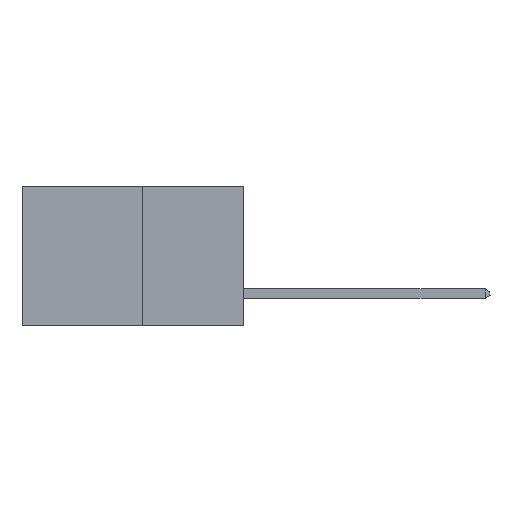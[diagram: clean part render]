
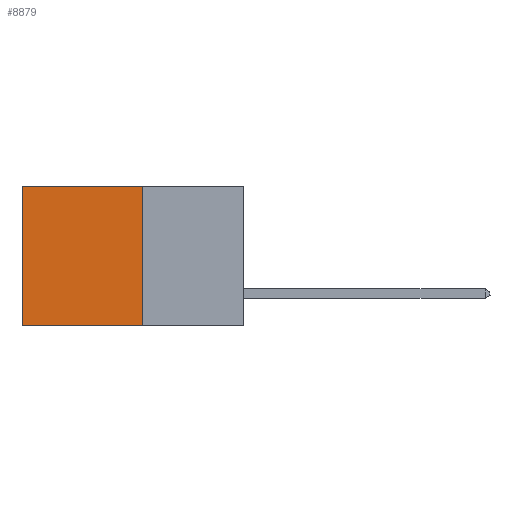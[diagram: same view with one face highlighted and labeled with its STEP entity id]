
A CAD part, left-side view. The second image highlights one B-rep face of the part: STEP entity #8879.
In plain terms, the highlighted planar face has unit normal (-1, 0, 0).
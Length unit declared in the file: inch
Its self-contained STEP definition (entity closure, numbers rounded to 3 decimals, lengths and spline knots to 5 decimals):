
#163 = DIRECTION ( 'NONE',  ( 0., 0., -1. ) ) ;
#456 = LINE ( 'NONE', #13301, #5678 ) ;
#1406 = CARTESIAN_POINT ( 'NONE',  ( 0.277, 0.27, 0. ) ) ;
#2552 = ORIENTED_EDGE ( 'NONE', *, *, #5873, .F. ) ;
#3038 = LINE ( 'NONE', #7230, #11548 ) ;
#3775 = FACE_OUTER_BOUND ( 'NONE', #9704, .T. ) ;
#4365 = CARTESIAN_POINT ( 'NONE',  ( 0.277, 0.59, 0. ) ) ;
#5381 = VERTEX_POINT ( 'NONE', #13922 ) ;
#5597 = EDGE_CURVE ( 'NONE', #12464, #10315, #11660, .T. ) ;
#5678 = VECTOR ( 'NONE', #7893, 39.37008 ) ;
#5823 = VECTOR ( 'NONE', #10000, 39.37008 ) ;
#5873 = EDGE_CURVE ( 'NONE', #5381, #10315, #11822, .T. ) ;
#5925 = VERTEX_POINT ( 'NONE', #1406 ) ;
#5992 = CARTESIAN_POINT ( 'NONE',  ( 0.277, 0.27, -0.37 ) ) ;
#6267 = ORIENTED_EDGE ( 'NONE', *, *, #12619, .T. ) ;
#7109 = DIRECTION ( 'NONE',  ( 0., 1., 0. ) ) ;
#7230 = CARTESIAN_POINT ( 'NONE',  ( 0.277, 0.27, -0.37 ) ) ;
#7893 = DIRECTION ( 'NONE',  ( 0., 1., 0. ) ) ;
#8601 = VECTOR ( 'NONE', #7109, 39.37008 ) ;
#8879 = ADVANCED_FACE ( 'NONE', ( #3775 ), #10254, .F. ) ;
#8899 = CARTESIAN_POINT ( 'NONE',  ( 0.277, 0.59, -0.37 ) ) ;
#9148 = CARTESIAN_POINT ( 'NONE',  ( 0.277, 0.27, -0.37 ) ) ;
#9171 = CARTESIAN_POINT ( 'NONE',  ( 0.277, 0.59, -0.37 ) ) ;
#9704 = EDGE_LOOP ( 'NONE', ( #12562, #2552, #14221, #6267 ) ) ;
#10000 = DIRECTION ( 'NONE',  ( 0., 0., -1. ) ) ;
#10254 = PLANE ( 'NONE',  #13961 ) ;
#10315 = VERTEX_POINT ( 'NONE', #9171 ) ;
#11130 = EDGE_CURVE ( 'NONE', #5925, #5381, #3038, .T. ) ;
#11333 = DIRECTION ( 'NONE',  ( 0., 0., -1. ) ) ;
#11548 = VECTOR ( 'NONE', #163, 39.37008 ) ;
#11660 = LINE ( 'NONE', #8899, #5823 ) ;
#11822 = LINE ( 'NONE', #5992, #8601 ) ;
#12319 = DIRECTION ( 'NONE',  ( 1., 0., 0. ) ) ;
#12464 = VERTEX_POINT ( 'NONE', #4365 ) ;
#12562 = ORIENTED_EDGE ( 'NONE', *, *, #5597, .T. ) ;
#12619 = EDGE_CURVE ( 'NONE', #5925, #12464, #456, .T. ) ;
#13301 = CARTESIAN_POINT ( 'NONE',  ( 0.277, 0.27, 0. ) ) ;
#13922 = CARTESIAN_POINT ( 'NONE',  ( 0.277, 0.27, -0.37 ) ) ;
#13961 = AXIS2_PLACEMENT_3D ( 'NONE', #9148, #12319, #11333 ) ;
#14221 = ORIENTED_EDGE ( 'NONE', *, *, #11130, .F. ) ;
